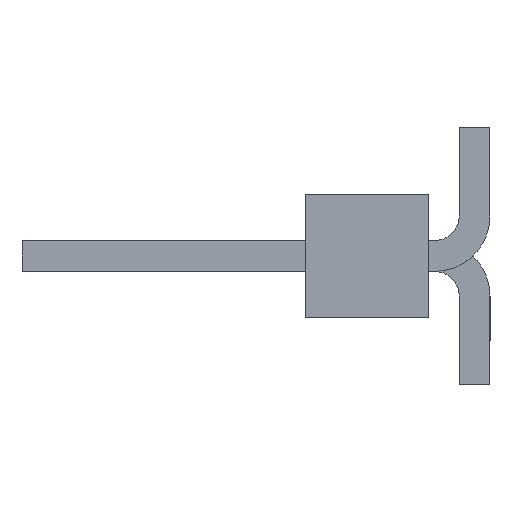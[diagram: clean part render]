
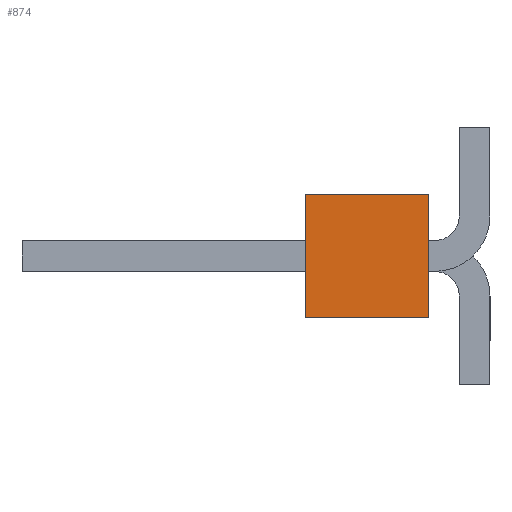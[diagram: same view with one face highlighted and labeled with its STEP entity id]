
A CAD part, left-side view. The second image highlights one B-rep face of the part: STEP entity #874.
In plain terms, the highlighted planar face has unit normal (-1, 0, 0).
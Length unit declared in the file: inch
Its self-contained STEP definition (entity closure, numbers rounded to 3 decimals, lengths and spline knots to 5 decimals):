
#874 = ADVANCED_FACE( '', ( #1774 ), #1775, .F. );
#1774 = FACE_OUTER_BOUND( '', #2686, .T. );
#1775 = PLANE( '', #2687 );
#2686 = EDGE_LOOP( '', ( #5252, #5253, #5254, #5255 ) );
#2687 = AXIS2_PLACEMENT_3D( '', #5256, #5257, #5258 );
#5252 = ORIENTED_EDGE( '', *, *, #6471, .T. );
#5253 = ORIENTED_EDGE( '', *, *, #6122, .F. );
#5254 = ORIENTED_EDGE( '', *, *, #6275, .F. );
#5255 = ORIENTED_EDGE( '', *, *, #6362, .T. );
#5256 = CARTESIAN_POINT( '', ( -0.55, 0.05, -0.05 ) );
#5257 = DIRECTION( '', ( 1., 0., 0. ) );
#5258 = DIRECTION( '', ( 0., 0., -1. ) );
#6122 = EDGE_CURVE( '', #7611, #7613, #7614, .T. );
#6275 = EDGE_CURVE( '', #7831, #7611, #7833, .T. );
#6362 = EDGE_CURVE( '', #7831, #7940, #7942, .T. );
#6471 = EDGE_CURVE( '', #7940, #7613, #8075, .T. );
#7611 = VERTEX_POINT( '', #9673 );
#7613 = VERTEX_POINT( '', #9676 );
#7614 = LINE( '', #9677, #9678 );
#7831 = VERTEX_POINT( '', #10005 );
#7833 = LINE( '', #10008, #10009 );
#7940 = VERTEX_POINT( '', #10180 );
#7942 = LINE( '', #10183, #10184 );
#8075 = LINE( '', #10398, #10399 );
#9673 = CARTESIAN_POINT( '', ( -0.55, 0.05, 0.05 ) );
#9676 = CARTESIAN_POINT( '', ( -0.55, -0.05, 0.05 ) );
#9677 = CARTESIAN_POINT( '', ( -0.55, 0.05, 0.05 ) );
#9678 = VECTOR( '', #11085, 39.37008 );
#10005 = CARTESIAN_POINT( '', ( -0.55, 0.05, -0.05 ) );
#10008 = CARTESIAN_POINT( '', ( -0.55, 0.05, -0.05 ) );
#10009 = VECTOR( '', #11212, 39.37008 );
#10180 = CARTESIAN_POINT( '', ( -0.55, -0.05, -0.05 ) );
#10183 = CARTESIAN_POINT( '', ( -0.55, 0.05, -0.05 ) );
#10184 = VECTOR( '', #11281, 39.37008 );
#10398 = CARTESIAN_POINT( '', ( -0.55, -0.05, -0.05 ) );
#10399 = VECTOR( '', #11369, 39.37008 );
#11085 = DIRECTION( '', ( 0., -1., 0. ) );
#11212 = DIRECTION( '', ( 0., 0., 1. ) );
#11281 = DIRECTION( '', ( 0., -1., 0. ) );
#11369 = DIRECTION( '', ( 0., 0., 1. ) );
